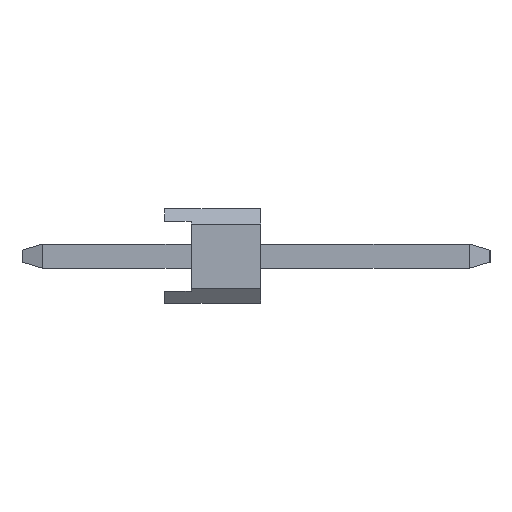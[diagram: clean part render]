
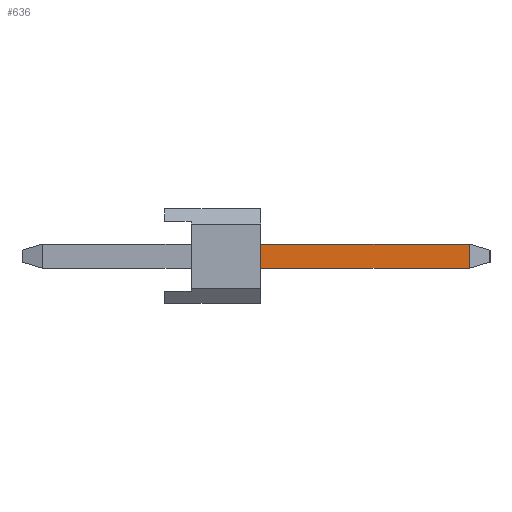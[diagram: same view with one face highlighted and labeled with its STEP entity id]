
A CAD part, left-side view. The second image highlights one B-rep face of the part: STEP entity #636.
In plain terms, the highlighted planar face has unit normal (-1, 0, 0).
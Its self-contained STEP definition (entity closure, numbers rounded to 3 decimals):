
#636=ADVANCED_FACE('',(#1385),#1386,.T.);
#1385=FACE_OUTER_BOUND('',#2264,.T.);
#1386=PLANE('',#2265);
#2264=EDGE_LOOP('',(#3957,#3958,#3959,#3960));
#2265=AXIS2_PLACEMENT_3D('',#3961,#3962,#3963);
#3957=ORIENTED_EDGE('',*,*,#5724,.F.);
#3958=ORIENTED_EDGE('',*,*,#5718,.F.);
#3959=ORIENTED_EDGE('',*,*,#5725,.F.);
#3960=ORIENTED_EDGE('',*,*,#5726,.F.);
#3961=CARTESIAN_POINT('',(-11.75,-2.42,0.5));
#3962=DIRECTION('',(-1.0,0.,0.));
#3963=DIRECTION('',(0.,1.0,0.));
#5718=EDGE_CURVE('',#6926,#6922,#6928,.T.);
#5724=EDGE_CURVE('',#6922,#6936,#6937,.T.);
#5725=EDGE_CURVE('',#6938,#6926,#6939,.T.);
#5726=EDGE_CURVE('',#6936,#6938,#6940,.T.);
#6922=VERTEX_POINT('',#8716);
#6926=VERTEX_POINT('',#8722);
#6928=LINE('',#8725,#8726);
#6936=VERTEX_POINT('',#8737);
#6937=LINE('',#8738,#8739);
#6938=VERTEX_POINT('',#8740);
#6939=LINE('',#8741,#8742);
#6940=LINE('',#8743,#8744);
#8716=CARTESIAN_POINT('',(-11.75,-2.54,-0.32));
#8722=CARTESIAN_POINT('',(-11.75,-8.074,-0.32));
#8725=CARTESIAN_POINT('',(-11.75,-2.42,-0.32));
#8726=VECTOR('',#10119,1.0);
#8737=CARTESIAN_POINT('',(-11.75,-2.54,0.32));
#8738=CARTESIAN_POINT('',(-11.75,-2.54,0.252));
#8739=VECTOR('',#10123,1.0);
#8740=CARTESIAN_POINT('',(-11.75,-8.074,0.32));
#8741=CARTESIAN_POINT('',(-11.75,-8.074,0.5));
#8742=VECTOR('',#10124,1.0);
#8743=CARTESIAN_POINT('',(-11.75,-2.42,0.32));
#8744=VECTOR('',#10125,1.0);
#10119=DIRECTION('',(0.,1.0,0.));
#10123=DIRECTION('',(0.,0.,1.0));
#10124=DIRECTION('',(0.0,0.,-1.0));
#10125=DIRECTION('',(0.,-1.0,0.));
